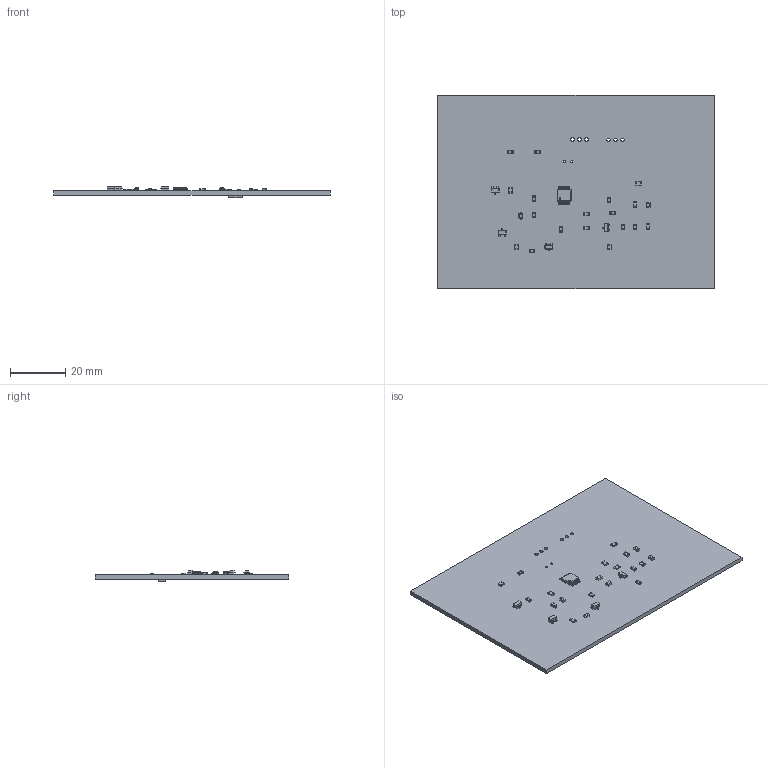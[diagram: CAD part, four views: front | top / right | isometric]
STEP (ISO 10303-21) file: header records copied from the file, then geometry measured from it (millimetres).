
FILE_DESCRIPTION(('FreeCAD Model'),'2;1');
FILE_NAME('PCB2.step', '2017-07-10T03:09:37',('kicad StepUp'),('ksu MCAD'), 'Open CASCADE STEP processor 6.8','FreeCAD','Unknown');
FILE_SCHEMA(('AUTOMOTIVE_DESIGN_CC2 { 1 2 10303 214 -1 1 5 4 }'));
Length unit declared in the file: millimetre
Products named in the file (28): ASSEMBLY; Pcb; C_0805_; C_0805_001; C_0805_002; C_0805_003; C_0805_004; C_0805_005; D_SOD_323_; SOT_23_; SOT_23_001; SOT_23_002; TSSOP-14_4.4x5mm_Pitch0.65mm_; D_SOT_23_; R_0805_; R_0805_001; R_0805_002; R_0805_003; R_2010_; R_0805_004; R_0805_005; R_0805_006; R_0805_007; R_0805_008; R_0805_009; R_0805_010; R_0805_011; R_0805_012
Assembly tree (27 placements, depth 2):
  ASSEMBLY
    Pcb
    C_0805_
    C_0805_001
    C_0805_002
    C_0805_003
    C_0805_004
    C_0805_005
    D_SOD_323_
    SOT_23_
    SOT_23_001
    SOT_23_002
    TSSOP-14_4.4x5mm_Pitch0.65mm_
    D_SOT_23_
    R_0805_
    R_0805_001
    R_0805_002
    R_0805_003
    R_2010_
    R_0805_004
    R_0805_005
    R_0805_006
    R_0805_007
    R_0805_008
    R_0805_009
    R_0805_010
    R_0805_011
    R_0805_012
Bounding box: 100 x 70 x 3.99 mm (x, y, z)
Volume: 11270.9 mm3; surface area: 14956.9 mm2
Topology: 27 solids, 27 shells, 1200 faces, 3130 edges, 1998 vertices
Faces by surface type: plane 723, cylinder 305, bspline 172
Full cylindrical faces by diameter (mm): 0.65 x1, 0.762 x2, 1.199 x6
Entity records: 44890 total; most frequent: CARTESIAN_POINT 7064, ORIENTED_EDGE 6260, DIRECTION 5660, EDGE_CURVE 3130, LINE 2328, VECTOR 2328, VERTEX_POINT 1998, AXIS2_PLACEMENT_3D 1666
